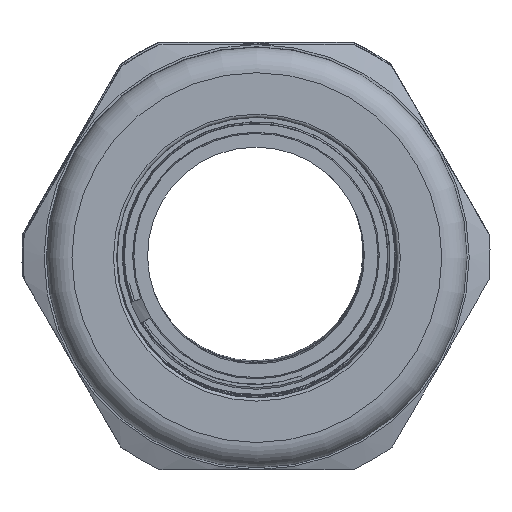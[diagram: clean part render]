
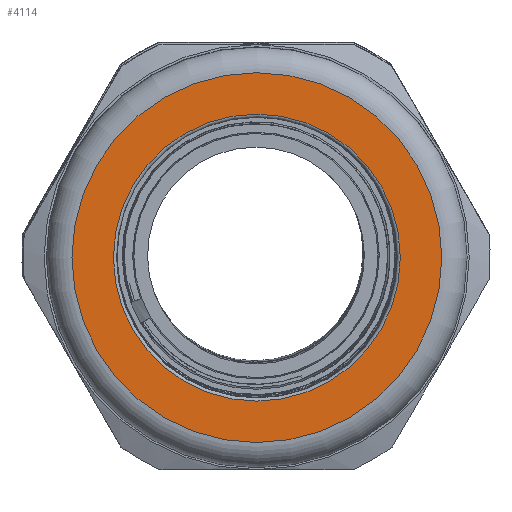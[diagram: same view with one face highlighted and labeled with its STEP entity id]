
A CAD part, left-side view. The second image highlights one B-rep face of the part: STEP entity #4114.
In plain terms, the highlighted face is planar.
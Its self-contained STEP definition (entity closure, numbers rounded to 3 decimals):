
#681=PLANE('',#4581);
#751=FACE_BOUND('',#1253,.T.);
#929=FACE_OUTER_BOUND('',#1252,.T.);
#1252=EDGE_LOOP('',(#3197));
#1253=EDGE_LOOP('',(#3198));
#1628=CIRCLE('',#4580,13.5);
#1629=CIRCLE('',#4582,17.4);
#1998=VERTEX_POINT('',#10437);
#1999=VERTEX_POINT('',#10440);
#2452=EDGE_CURVE('',#1998,#1998,#1628,.T.);
#2453=EDGE_CURVE('',#1999,#1999,#1629,.T.);
#3197=ORIENTED_EDGE('',*,*,#2453,.F.);
#3198=ORIENTED_EDGE('',*,*,#2452,.T.);
#4114=ADVANCED_FACE('',(#929,#751),#681,.T.);
#4580=AXIS2_PLACEMENT_3D('',#10438,#5328,#5329);
#4581=AXIS2_PLACEMENT_3D('',#10439,#5330,#5331);
#4582=AXIS2_PLACEMENT_3D('',#10441,#5332,#5333);
#5328=DIRECTION('center_axis',(1.,0.,0.));
#5329=DIRECTION('ref_axis',(0.,0.,-1.));
#5330=DIRECTION('center_axis',(-1.,0.,0.));
#5331=DIRECTION('ref_axis',(0.,0.,1.));
#5332=DIRECTION('center_axis',(1.,0.,0.));
#5333=DIRECTION('ref_axis',(0.,0.,-1.));
#10437=CARTESIAN_POINT('',(-18.15,13.5,0.));
#10438=CARTESIAN_POINT('Origin',(-18.15,0.,0.));
#10439=CARTESIAN_POINT('Origin',(-18.15,17.4,0.));
#10440=CARTESIAN_POINT('',(-18.15,17.4,0.));
#10441=CARTESIAN_POINT('Origin',(-18.15,0.,0.));
